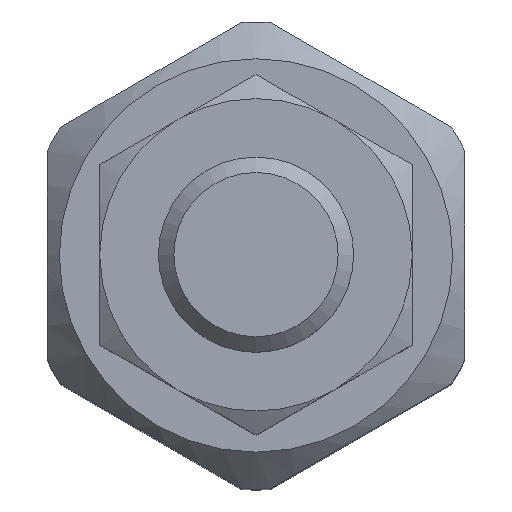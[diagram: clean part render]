
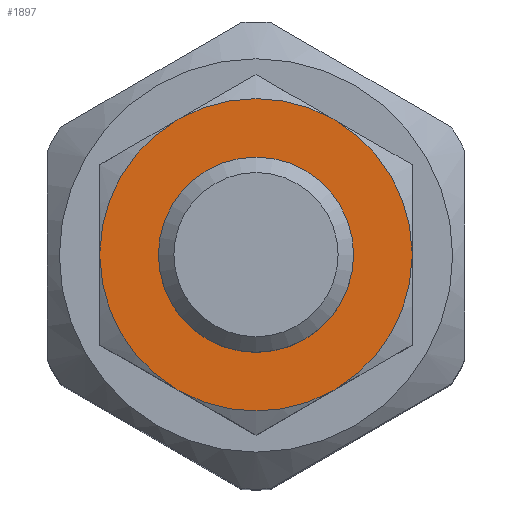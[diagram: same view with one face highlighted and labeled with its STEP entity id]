
A CAD part, top view. The second image highlights one B-rep face of the part: STEP entity #1897.
In plain terms, the highlighted face is planar.
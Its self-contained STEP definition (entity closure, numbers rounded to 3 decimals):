
#81=PLANE('',#2143);
#134=LINE('',#3163,#220);
#135=LINE('',#3167,#221);
#136=LINE('',#3171,#222);
#137=LINE('',#3175,#223);
#138=LINE('',#3179,#224);
#139=LINE('',#3183,#225);
#220=VECTOR('',#2519,1000.);
#221=VECTOR('',#2522,1000.);
#222=VECTOR('',#2525,1000.);
#223=VECTOR('',#2528,1000.);
#224=VECTOR('',#2531,1000.);
#225=VECTOR('',#2534,1000.);
#361=CIRCLE('',#2144,3.969);
#362=CIRCLE('',#2145,6.351);
#363=CIRCLE('',#2146,6.351);
#364=CIRCLE('',#2147,6.351);
#365=CIRCLE('',#2148,6.351);
#366=CIRCLE('',#2149,6.351);
#367=CIRCLE('',#2150,6.351);
#602=ORIENTED_EDGE('',*,*,#1040,.F.);
#603=ORIENTED_EDGE('',*,*,#1041,.T.);
#604=ORIENTED_EDGE('',*,*,#1042,.T.);
#605=ORIENTED_EDGE('',*,*,#1043,.T.);
#606=ORIENTED_EDGE('',*,*,#1044,.T.);
#607=ORIENTED_EDGE('',*,*,#1045,.T.);
#608=ORIENTED_EDGE('',*,*,#1046,.T.);
#609=ORIENTED_EDGE('',*,*,#1047,.T.);
#610=ORIENTED_EDGE('',*,*,#1048,.T.);
#611=ORIENTED_EDGE('',*,*,#1049,.T.);
#612=ORIENTED_EDGE('',*,*,#1050,.T.);
#613=ORIENTED_EDGE('',*,*,#1051,.T.);
#614=ORIENTED_EDGE('',*,*,#1052,.T.);
#1040=EDGE_CURVE('',#1277,#1277,#361,.T.);
#1041=EDGE_CURVE('',#1278,#1279,#362,.T.);
#1042=EDGE_CURVE('',#1279,#1280,#134,.T.);
#1043=EDGE_CURVE('',#1280,#1281,#363,.T.);
#1044=EDGE_CURVE('',#1281,#1282,#135,.T.);
#1045=EDGE_CURVE('',#1282,#1283,#364,.T.);
#1046=EDGE_CURVE('',#1283,#1284,#136,.T.);
#1047=EDGE_CURVE('',#1284,#1285,#365,.T.);
#1048=EDGE_CURVE('',#1285,#1286,#137,.F.);
#1049=EDGE_CURVE('',#1286,#1287,#366,.T.);
#1050=EDGE_CURVE('',#1287,#1288,#138,.T.);
#1051=EDGE_CURVE('',#1288,#1289,#367,.T.);
#1052=EDGE_CURVE('',#1289,#1278,#139,.T.);
#1277=VERTEX_POINT('',#3159);
#1278=VERTEX_POINT('',#3161);
#1279=VERTEX_POINT('',#3162);
#1280=VERTEX_POINT('',#3164);
#1281=VERTEX_POINT('',#3166);
#1282=VERTEX_POINT('',#3168);
#1283=VERTEX_POINT('',#3170);
#1284=VERTEX_POINT('',#3172);
#1285=VERTEX_POINT('',#3174);
#1286=VERTEX_POINT('',#3176);
#1287=VERTEX_POINT('',#3178);
#1288=VERTEX_POINT('',#3180);
#1289=VERTEX_POINT('',#3182);
#1524=EDGE_LOOP('',(#602));
#1525=EDGE_LOOP('',(#603,#604,#605,#606,#607,#608,#609,#610,#611,#612,#613,
#614));
#1700=FACE_BOUND('',#1524,.T.);
#1701=FACE_BOUND('',#1525,.T.);
#1897=ADVANCED_FACE('',(#1700,#1701),#81,.F.);
#2143=AXIS2_PLACEMENT_3D('',#3157,#2513,#2514);
#2144=AXIS2_PLACEMENT_3D('',#3158,#2515,#2516);
#2145=AXIS2_PLACEMENT_3D('',#3160,#2517,#2518);
#2146=AXIS2_PLACEMENT_3D('',#3165,#2520,#2521);
#2147=AXIS2_PLACEMENT_3D('',#3169,#2523,#2524);
#2148=AXIS2_PLACEMENT_3D('',#3173,#2526,#2527);
#2149=AXIS2_PLACEMENT_3D('',#3177,#2529,#2530);
#2150=AXIS2_PLACEMENT_3D('',#3181,#2532,#2533);
#2513=DIRECTION('',(-1.,0.,0.));
#2514=DIRECTION('',(0.,0.,1.));
#2515=DIRECTION('',(1.,0.,0.));
#2516=DIRECTION('',(0.,0.,-1.));
#2517=DIRECTION('',(1.,0.,0.));
#2518=DIRECTION('',(0.,0.,-1.));
#2519=DIRECTION('',(0.,1.,0.));
#2520=DIRECTION('',(1.,0.,0.));
#2521=DIRECTION('',(0.,0.,-1.));
#2522=DIRECTION('',(0.,0.5,0.866));
#2523=DIRECTION('',(1.,0.,0.));
#2524=DIRECTION('',(0.,0.,-1.));
#2525=DIRECTION('',(0.,-0.5,0.866));
#2526=DIRECTION('',(1.,0.,0.));
#2527=DIRECTION('',(0.,0.,-1.));
#2528=DIRECTION('',(0.,1.,0.));
#2529=DIRECTION('',(1.,0.,0.));
#2530=DIRECTION('',(0.,0.,-1.));
#2531=DIRECTION('',(0.,-0.5,-0.866));
#2532=DIRECTION('',(1.,0.,0.));
#2533=DIRECTION('',(0.,0.,-1.));
#2534=DIRECTION('',(0.,0.5,-0.866));
#3157=CARTESIAN_POINT('',(6.934,0.,-6.351));
#3158=CARTESIAN_POINT('',(6.934,0.,0.));
#3159=CARTESIAN_POINT('',(6.934,0.,-3.969));
#3160=CARTESIAN_POINT('',(6.934,0.,0.));
#3161=CARTESIAN_POINT('',(6.934,-5.443,-3.273));
#3162=CARTESIAN_POINT('',(6.934,-0.113,-6.35));
#3163=CARTESIAN_POINT('',(6.934,0.,-6.35));
#3164=CARTESIAN_POINT('',(6.934,0.113,-6.35));
#3165=CARTESIAN_POINT('',(6.934,0.,0.));
#3166=CARTESIAN_POINT('',(6.934,5.443,-3.273));
#3167=CARTESIAN_POINT('',(6.934,5.443,-3.273));
#3168=CARTESIAN_POINT('',(6.934,5.556,-3.077));
#3169=CARTESIAN_POINT('',(6.934,0.,0.));
#3170=CARTESIAN_POINT('',(6.934,5.556,3.077));
#3171=CARTESIAN_POINT('',(6.934,5.556,3.077));
#3172=CARTESIAN_POINT('',(6.934,5.443,3.273));
#3173=CARTESIAN_POINT('',(6.934,0.,0.));
#3174=CARTESIAN_POINT('',(6.934,0.113,6.35));
#3175=CARTESIAN_POINT('',(6.934,0.,6.35));
#3176=CARTESIAN_POINT('',(6.934,-0.113,6.35));
#3177=CARTESIAN_POINT('',(6.934,0.,0.));
#3178=CARTESIAN_POINT('',(6.934,-5.443,3.273));
#3179=CARTESIAN_POINT('',(6.934,-5.443,3.273));
#3180=CARTESIAN_POINT('',(6.934,-5.556,3.077));
#3181=CARTESIAN_POINT('',(6.934,0.,0.));
#3182=CARTESIAN_POINT('',(6.934,-5.556,-3.077));
#3183=CARTESIAN_POINT('',(6.934,-5.556,-3.077));
